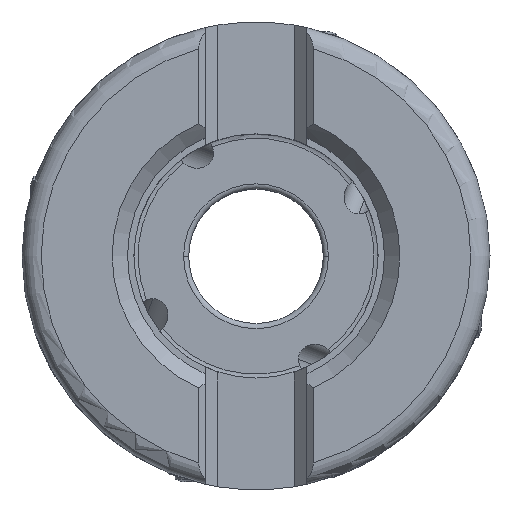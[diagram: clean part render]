
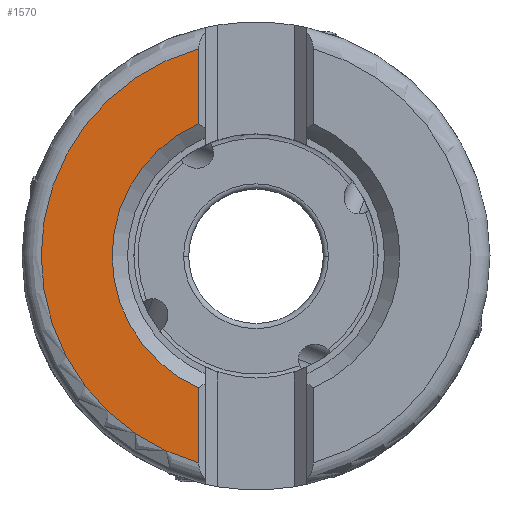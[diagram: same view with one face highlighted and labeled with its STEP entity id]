
A CAD part, top view. The second image highlights one B-rep face of the part: STEP entity #1570.
In plain terms, the highlighted planar face has unit normal (0, 0, 1).
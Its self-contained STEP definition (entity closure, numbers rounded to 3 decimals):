
#325=PLANE('',#8951);
#717=LINE('',#17429,#1164);
#718=LINE('',#17430,#1165);
#1164=VECTOR('',#10542,1.);
#1165=VECTOR('',#10543,1.);
#1570=ADVANCED_FACE('',(#2219),#325,.T.);
#2219=FACE_OUTER_BOUND('',#2673,.T.);
#2673=EDGE_LOOP('',(#4614,#4615,#4616,#4617,#4618));
#4614=ORIENTED_EDGE('',*,*,#7464,.T.);
#4615=ORIENTED_EDGE('',*,*,#7463,.F.);
#4616=ORIENTED_EDGE('',*,*,#7465,.T.);
#4617=ORIENTED_EDGE('',*,*,#7441,.F.);
#4618=ORIENTED_EDGE('',*,*,#7440,.F.);
#6393=VERTEX_POINT('',#17343);
#6394=VERTEX_POINT('',#17345);
#6395=VERTEX_POINT('',#17347);
#6408=VERTEX_POINT('',#17413);
#6409=VERTEX_POINT('',#17426);
#7440=EDGE_CURVE('',#6393,#6394,#8154,.T.);
#7441=EDGE_CURVE('',#6394,#6395,#8155,.T.);
#7463=EDGE_CURVE('',#6409,#6408,#8160,.T.);
#7464=EDGE_CURVE('',#6393,#6408,#717,.T.);
#7465=EDGE_CURVE('',#6409,#6395,#718,.T.);
#8154=CIRCLE('',#8935,16.756);
#8155=CIRCLE('',#8936,16.756);
#8160=CIRCLE('',#8949,11.225);
#8935=AXIS2_PLACEMENT_3D('',#17344,#10501,#10502);
#8936=AXIS2_PLACEMENT_3D('',#17346,#10503,#10504);
#8949=AXIS2_PLACEMENT_3D('',#17427,#10538,#10539);
#8951=AXIS2_PLACEMENT_3D('',#17431,#10544,#10545);
#10501=DIRECTION('',(0.,0.,-1.));
#10502=DIRECTION('',(-0.267,-0.964,0.));
#10503=DIRECTION('',(0.,0.,-1.));
#10504=DIRECTION('',(-1.,0.001,0.));
#10538=DIRECTION('',(0.,0.,1.));
#10539=DIRECTION('',(-0.398,0.917,0.));
#10542=DIRECTION('',(0.,1.,0.));
#10543=DIRECTION('',(0.,1.,0.));
#10544=DIRECTION('',(0.,0.,1.));
#10545=DIRECTION('',(-1.,0.,0.));
#17343=CARTESIAN_POINT('',(-4.47,-16.149,0.));
#17344=CARTESIAN_POINT('',(0.,0.,0.));
#17345=CARTESIAN_POINT('',(-16.756,0.02,0.));
#17346=CARTESIAN_POINT('',(0.,0.,0.));
#17347=CARTESIAN_POINT('',(-4.47,16.149,0.));
#17413=CARTESIAN_POINT('',(-4.47,-10.297,0.));
#17426=CARTESIAN_POINT('',(-4.47,10.297,0.));
#17427=CARTESIAN_POINT('',(0.,0.,0.));
#17429=CARTESIAN_POINT('',(-4.47,-16.149,0.));
#17430=CARTESIAN_POINT('',(-4.47,10.297,0.));
#17431=CARTESIAN_POINT('',(-10.613,0.,0.));
